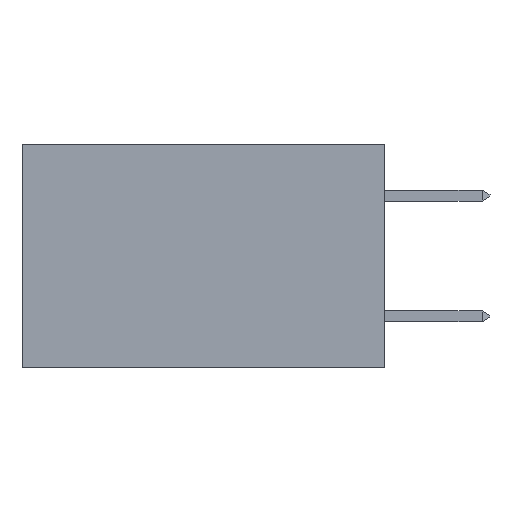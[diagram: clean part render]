
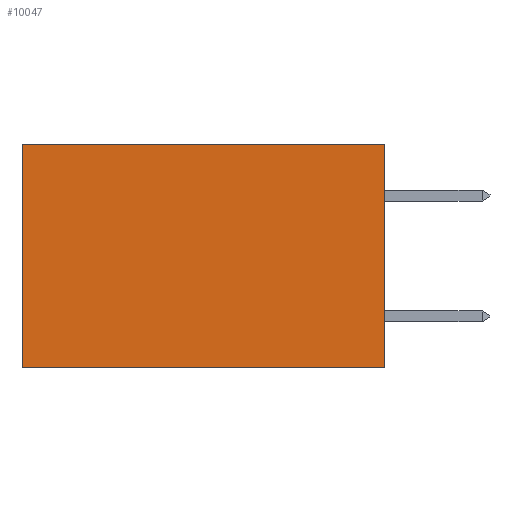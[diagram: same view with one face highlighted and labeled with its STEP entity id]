
A CAD part, left-side view. The second image highlights one B-rep face of the part: STEP entity #10047.
In plain terms, the highlighted planar face has unit normal (-1, 0, 0).
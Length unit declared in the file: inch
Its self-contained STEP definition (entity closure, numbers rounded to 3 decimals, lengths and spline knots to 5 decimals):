
#65 = ORIENTED_EDGE ( 'NONE', *, *, #5430, .F. ) ;
#568 = VERTEX_POINT ( 'NONE', #7751 ) ;
#818 = ORIENTED_EDGE ( 'NONE', *, *, #2554, .T. ) ;
#942 = DIRECTION ( 'NONE',  ( 0., 0., -1. ) ) ;
#955 = CARTESIAN_POINT ( 'NONE',  ( 0.2875, 0., 0. ) ) ;
#1020 = DIRECTION ( 'NONE',  ( 1., 0., 0. ) ) ;
#1736 = VERTEX_POINT ( 'NONE', #7035 ) ;
#2144 = LINE ( 'NONE', #8257, #2384 ) ;
#2307 = LINE ( 'NONE', #955, #8287 ) ;
#2384 = VECTOR ( 'NONE', #7468, 39.37008 ) ;
#2413 = VECTOR ( 'NONE', #8707, 39.37008 ) ;
#2554 = EDGE_CURVE ( 'NONE', #1736, #8194, #8558, .T. ) ;
#3540 = FACE_OUTER_BOUND ( 'NONE', #7236, .T. ) ;
#4204 = LINE ( 'NONE', #9049, #2413 ) ;
#4311 = EDGE_CURVE ( 'NONE', #1736, #568, #2307, .T. ) ;
#4412 = VERTEX_POINT ( 'NONE', #9346 ) ;
#4716 = ORIENTED_EDGE ( 'NONE', *, *, #4311, .F. ) ;
#5430 = EDGE_CURVE ( 'NONE', #568, #4412, #4204, .T. ) ;
#6236 = VECTOR ( 'NONE', #9057, 39.37008 ) ;
#6494 = DIRECTION ( 'NONE',  ( 0., 0., -1. ) ) ;
#7035 = CARTESIAN_POINT ( 'NONE',  ( 0.2875, 0., 0. ) ) ;
#7169 = CARTESIAN_POINT ( 'NONE',  ( 0.2875, 0.6, 0. ) ) ;
#7235 = PLANE ( 'NONE',  #8598 ) ;
#7236 = EDGE_LOOP ( 'NONE', ( #9429, #65, #4716, #818 ) ) ;
#7468 = DIRECTION ( 'NONE',  ( 0., 0., -1. ) ) ;
#7593 = CARTESIAN_POINT ( 'NONE',  ( 0.2875, 0., 0. ) ) ;
#7751 = CARTESIAN_POINT ( 'NONE',  ( 0.2875, 0., -0.37 ) ) ;
#8194 = VERTEX_POINT ( 'NONE', #7169 ) ;
#8257 = CARTESIAN_POINT ( 'NONE',  ( 0.2875, 0.6, 0. ) ) ;
#8287 = VECTOR ( 'NONE', #942, 39.37008 ) ;
#8472 = EDGE_CURVE ( 'NONE', #8194, #4412, #2144, .T. ) ;
#8558 = LINE ( 'NONE', #7593, #6236 ) ;
#8598 = AXIS2_PLACEMENT_3D ( 'NONE', #9529, #1020, #6494 ) ;
#8707 = DIRECTION ( 'NONE',  ( 0., 1., 0. ) ) ;
#9049 = CARTESIAN_POINT ( 'NONE',  ( 0.2875, 0., -0.37 ) ) ;
#9057 = DIRECTION ( 'NONE',  ( 0., 1., 0. ) ) ;
#9346 = CARTESIAN_POINT ( 'NONE',  ( 0.2875, 0.6, -0.37 ) ) ;
#9429 = ORIENTED_EDGE ( 'NONE', *, *, #8472, .T. ) ;
#9529 = CARTESIAN_POINT ( 'NONE',  ( 0.2875, 0., 0. ) ) ;
#10047 = ADVANCED_FACE ( 'NONE', ( #3540 ), #7235, .F. ) ;
